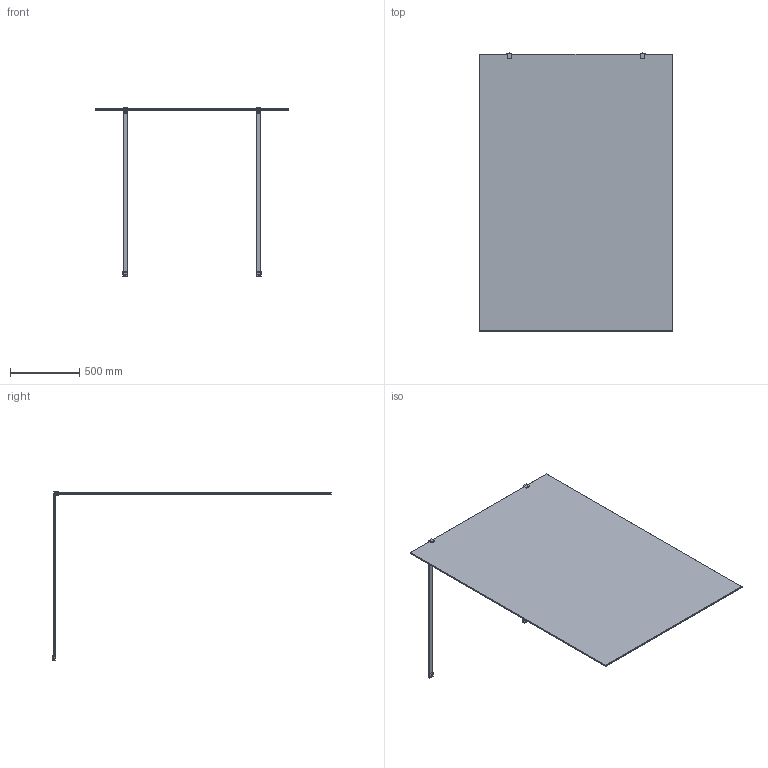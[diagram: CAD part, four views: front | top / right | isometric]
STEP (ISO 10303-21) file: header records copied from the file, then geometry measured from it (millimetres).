
FILE_DESCRIPTION (( 'STEP AP214' ), '1' );
FILE_NAME ('8.STEP', '2020-12-15T12:43:40', ( '' ), ( '' ), 'SwSTEP 2.0', 'SolidWorks 2010', '' );
FILE_SCHEMA (( 'AUTOMOTIVE_DESIGN' ));
Length unit declared in the file: millimetre
Products named in the file (10): Fixed glass1400X2000; 10X30-1150; LW-1021; LW-1421; LW-3518; Bottom seal for fixed glass; 8; LP-3075; LP-3074; Straight bracing bar
Assembly tree (10 placements, depth 3):
  8
    Bottom seal for fixed glass
    Straight bracing bar  x2
      LW-1021
      LP-3075
      LP-3074
      LW-3518
      LW-1421
      10X30-1150
    Fixed glass1400X2000
Bounding box: 1395 x 2011.5 x 1215.1 mm (x, y, z)
Volume: 28114131.9 mm3; surface area: 6069056.3 mm2
Topology: 16 solids, 16 shells, 1094 faces, 2694 edges, 1680 vertices
Faces by surface type: plane 498, cylinder 234, bspline 226, torus 100, sphere 20, cone 16
Entity records: 28547 total; most frequent: CARTESIAN_POINT 14517, ORIENTED_EDGE 2752, DIRECTION 2356, EDGE_CURVE 1376, VERTEX_POINT 862, VECTOR 838, LINE 838, AXIS2_PLACEMENT_3D 759
